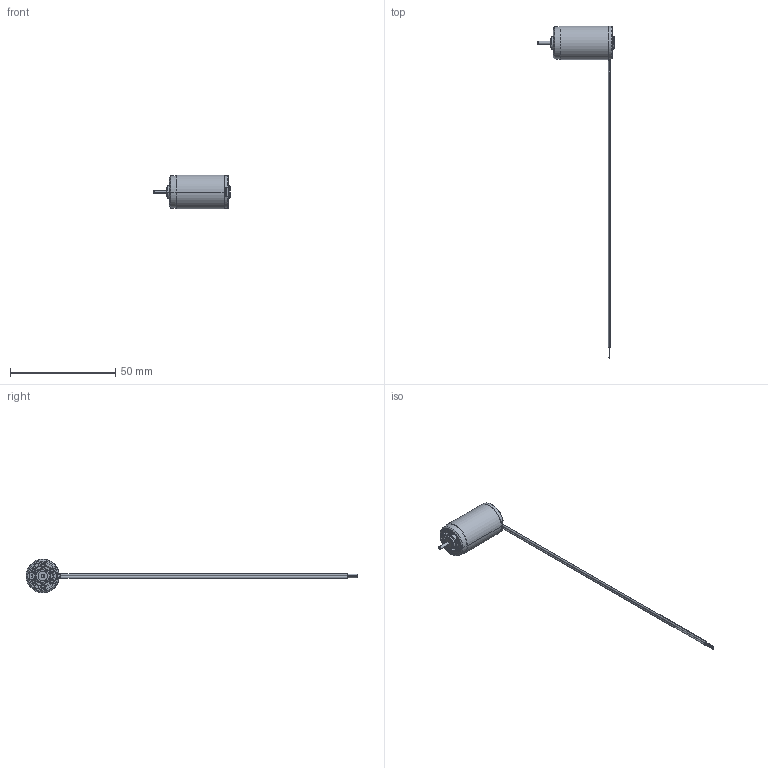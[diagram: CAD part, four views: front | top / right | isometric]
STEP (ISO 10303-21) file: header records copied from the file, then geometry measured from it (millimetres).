
FILE_DESCRIPTION((''),'2;1');
FILE_NAME('16G88_208E_1','2015-11-06T',('vinayak.bharmal'),(''),'PRO/ENGINEER BY PARAMETRIC TECHNOLOGY CORPORATION, 2014310','PRO/ENGINEER BY PARAMETRIC TECHNOLOGY CORPORATION, 2014310','');
FILE_SCHEMA(('CONFIG_CONTROL_DESIGN'));
Length unit declared in the file: millimetre
Products named in the file (1): 16G88_208E_1
Bounding box: 36.5 x 158 x 16 mm (x, y, z)
Volume: 5776.7 mm3; surface area: 3084.1 mm2
Topology: 1 solids, 1 shells, 213 faces, 513 edges, 327 vertices
Faces by surface type: plane 91, cylinder 57, cone 38, torus 27
Entity records: 6516 total; most frequent: CARTESIAN_POINT 1471, DIRECTION 1076, ORIENTED_EDGE 1026, EDGE_CURVE 513, AXIS2_PLACEMENT_3D 434, VERTEX_POINT 327, EDGE_LOOP 238, CIRCLE 221
